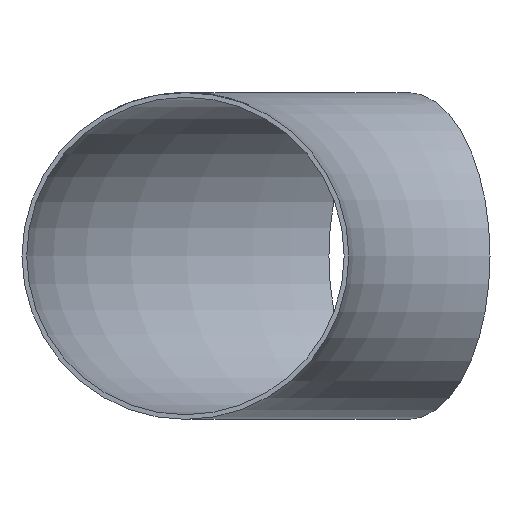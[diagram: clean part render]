
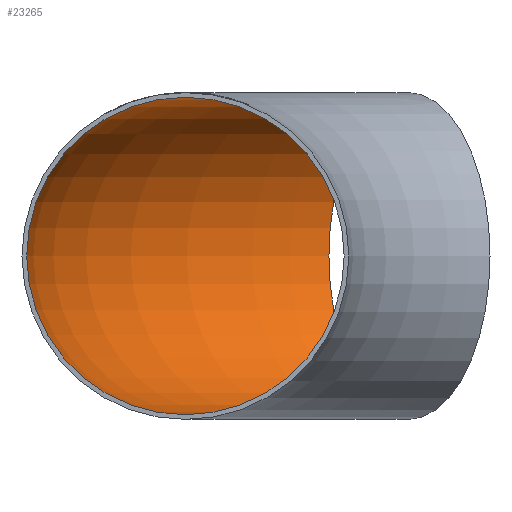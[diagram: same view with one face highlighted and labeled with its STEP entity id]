
A CAD part, front view. The second image highlights one B-rep face of the part: STEP entity #23265.
In plain terms, the highlighted toroidal (fillet/blend) face has major radius 190.5 mm and minor radius 67.85 mm.
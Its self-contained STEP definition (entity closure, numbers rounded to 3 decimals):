
#1794 = EDGE_CURVE ( 'NONE', #9444, #9444, #2643, .T. ) ;
#2643 = CIRCLE ( 'NONE', #11402, 67.85 ) ;
#3960 = FACE_OUTER_BOUND ( 'NONE', #4438, .T. ) ;
#4438 = EDGE_LOOP ( 'NONE', ( #22637 ) ) ;
#6050 = DIRECTION ( 'NONE',  ( 0.866, 0.5, 0. ) ) ;
#7373 = CARTESIAN_POINT ( 'NONE',  ( -190.5, 0., 0. ) ) ;
#7397 = TOROIDAL_SURFACE ( 'NONE', #11336, 190.5, 67.85 ) ;
#8548 = EDGE_CURVE ( 'NONE', #20019, #20019, #25421, .T. ) ;
#9444 = VERTEX_POINT ( 'NONE', #13709 ) ;
#10407 = ORIENTED_EDGE ( 'NONE', *, *, #1794, .T. ) ;
#10454 = CARTESIAN_POINT ( 'NONE',  ( 0., 0., 0. ) ) ;
#11336 = AXIS2_PLACEMENT_3D ( 'NONE', #10454, #20898, #20341 ) ;
#11402 = AXIS2_PLACEMENT_3D ( 'NONE', #18563, #6050, #20066 ) ;
#13709 = CARTESIAN_POINT ( 'NONE',  ( -129.175, 223.738, 0. ) ) ;
#14440 = FACE_OUTER_BOUND ( 'NONE', #24168, .T. ) ;
#15773 = CARTESIAN_POINT ( 'NONE',  ( -190.5, 0., 67.85 ) ) ;
#17072 = AXIS2_PLACEMENT_3D ( 'NONE', #7373, #20007, #25935 ) ;
#18563 = CARTESIAN_POINT ( 'NONE',  ( -95.25, 164.978, 0. ) ) ;
#20007 = DIRECTION ( 'NONE',  ( 0., 1., 0. ) ) ;
#20019 = VERTEX_POINT ( 'NONE', #15773 ) ;
#20066 = DIRECTION ( 'NONE',  ( -0.5, 0.866, 0. ) ) ;
#20341 = DIRECTION ( 'NONE',  ( -1., 0., 0. ) ) ;
#20898 = DIRECTION ( 'NONE',  ( 0., 0., -1. ) ) ;
#22637 = ORIENTED_EDGE ( 'NONE', *, *, #8548, .F. ) ;
#23265 = ADVANCED_FACE ( 'NONE', ( #14440, #3960 ), #7397, .F. ) ;
#24168 = EDGE_LOOP ( 'NONE', ( #10407 ) ) ;
#25421 = CIRCLE ( 'NONE', #17072, 67.85 ) ;
#25935 = DIRECTION ( 'NONE',  ( 0., 0., 1. ) ) ;
